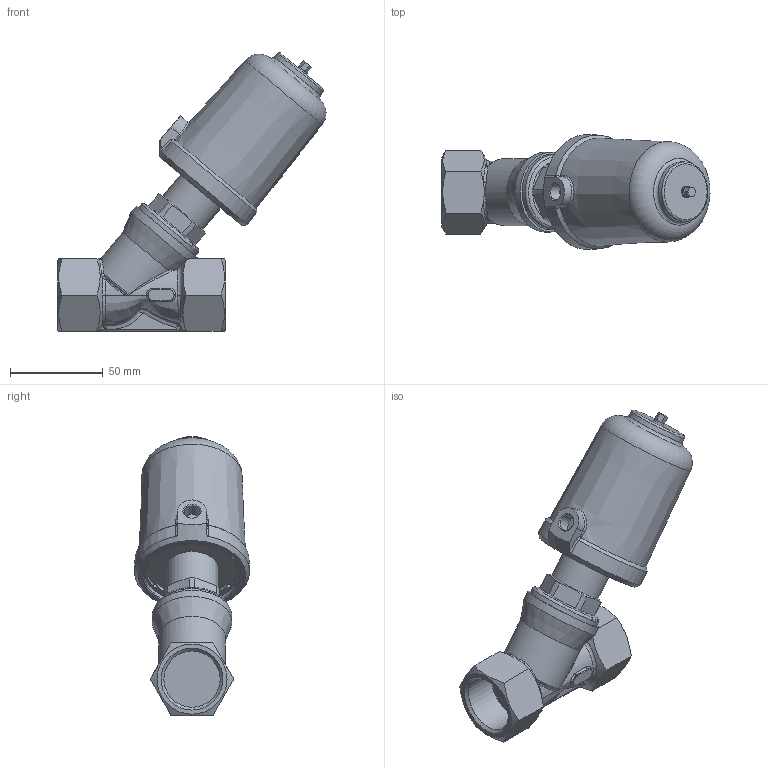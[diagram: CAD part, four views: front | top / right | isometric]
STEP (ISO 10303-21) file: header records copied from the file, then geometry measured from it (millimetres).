
FILE_DESCRIPTION( ( 'Unknown' ), '1' );
FILE_NAME( '7010-025V102020---H-S---J.stp', 'Unknown', ( 'Unknown' ), ( 'Unknown' ), 'PSStep 17.0.49', 'Unknown', ' ' );
FILE_SCHEMA( ( 'AUTOMOTIVE_DESIGN { 1 0 10303 214 1 1 1 1 }' ) );
Length unit declared in the file: millimetre
Products named in the file (4): Assem1; DN25 Gewinde; Kopfstück DN25; Kolbenantrieb D50-NC-AufZu
Assembly tree (3 placements, depth 2):
  Assem1
    DN25 Gewinde
    Kopfstück DN25
    Kolbenantrieb D50-NC-AufZu
Bounding box: 144.32 x 61.83 x 150.06 mm (x, y, z)
Volume: 316727.2 mm3; surface area: 46817.7 mm2
Topology: 3 solids, 3 shells, 198 faces, 487 edges, 297 vertices
Faces by surface type: plane 66, bspline 60, cylinder 40, cone 22, torus 10
Full cylindrical faces by diameter (mm): 6 x1, 8.57 x1, 28 x1, 30.29 x2, 40 x1, 40.5 x1, 43 x1, 52.05 x1
Entity records: 22644 total; most frequent: CARTESIAN_POINT 17005, ORIENTED_EDGE 896, DIRECTION 703, EDGE_CURVE 448, AXIS2_PLACEMENT_3D 293, VERTEX_POINT 286, EDGE_LOOP 228, FACE_OUTER_BOUND 211
